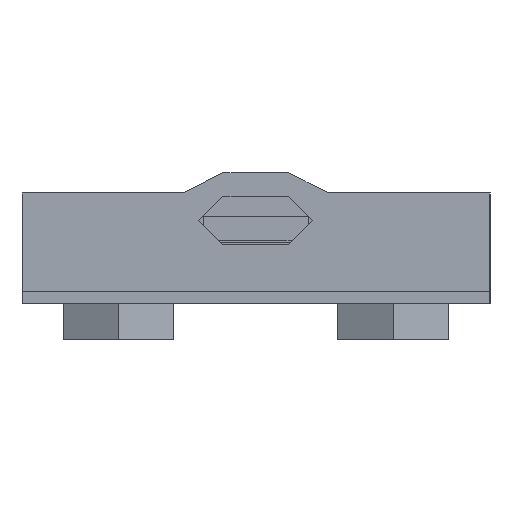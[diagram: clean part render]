
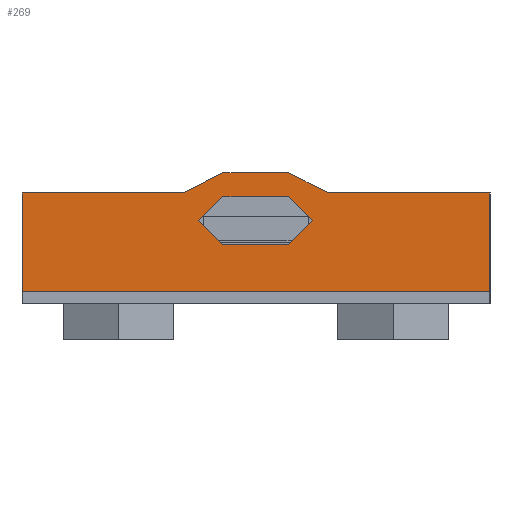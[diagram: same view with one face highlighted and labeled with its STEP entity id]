
A CAD part, left-side view. The second image highlights one B-rep face of the part: STEP entity #269.
In plain terms, the highlighted planar face has unit normal (-1, 0, 0).
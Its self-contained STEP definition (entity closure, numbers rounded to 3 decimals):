
#138=FACE_BOUND('',#784,.T.);
#269=ADVANCED_FACE('',(#485,#138),#3723,.T.);
#485=FACE_OUTER_BOUND('',#783,.T.);
#783=EDGE_LOOP('',(#1534,#1535,#1536,#1537,#1538,#1539,#1540,#1541));
#784=EDGE_LOOP('',(#1542,#1543,#1544,#1545,#1546,#1547));
#1534=ORIENTED_EDGE('',*,*,#2358,.F.);
#1535=ORIENTED_EDGE('',*,*,#2300,.T.);
#1536=ORIENTED_EDGE('',*,*,#2302,.F.);
#1537=ORIENTED_EDGE('',*,*,#2301,.F.);
#1538=ORIENTED_EDGE('',*,*,#2364,.F.);
#1539=ORIENTED_EDGE('',*,*,#2279,.F.);
#1540=ORIENTED_EDGE('',*,*,#2278,.F.);
#1541=ORIENTED_EDGE('',*,*,#2363,.F.);
#1542=ORIENTED_EDGE('',*,*,#2380,.F.);
#1543=ORIENTED_EDGE('',*,*,#2382,.F.);
#1544=ORIENTED_EDGE('',*,*,#2378,.F.);
#1545=ORIENTED_EDGE('',*,*,#2381,.F.);
#1546=ORIENTED_EDGE('',*,*,#2379,.F.);
#1547=ORIENTED_EDGE('',*,*,#2377,.F.);
#2278=EDGE_CURVE('',#3356,#3357,#2978,.T.);
#2279=EDGE_CURVE('',#3357,#3412,#2772,.T.);
#2300=EDGE_CURVE('',#3373,#3374,#2985,.T.);
#2301=EDGE_CURVE('',#3375,#3376,#2986,.T.);
#2302=EDGE_CURVE('',#3376,#3374,#2987,.T.);
#2358=EDGE_CURVE('',#3373,#3410,#3023,.T.);
#2363=EDGE_CURVE('',#3410,#3356,#2809,.T.);
#2364=EDGE_CURVE('',#3412,#3375,#3026,.T.);
#2377=EDGE_CURVE('',#3424,#3425,#3032,.T.);
#2378=EDGE_CURVE('',#3426,#3427,#3033,.T.);
#2379=EDGE_CURVE('',#3425,#3428,#2817,.T.);
#2380=EDGE_CURVE('',#3429,#3424,#2818,.T.);
#2381=EDGE_CURVE('',#3428,#3426,#2819,.T.);
#2382=EDGE_CURVE('',#3427,#3429,#2820,.T.);
#2772=(
BOUNDED_CURVE()
B_SPLINE_CURVE(2,(#5589,#5590,#5591),.UNSPECIFIED.,.F.,.F.)
B_SPLINE_CURVE_WITH_KNOTS((3,3),(22.142,24.031),
 .UNSPECIFIED.)
CURVE()
GEOMETRIC_REPRESENTATION_ITEM()
RATIONAL_B_SPLINE_CURVE((1.,0.887,1.))
REPRESENTATION_ITEM('')
);
#2809=(
BOUNDED_CURVE()
B_SPLINE_CURVE(2,(#5832,#5833,#5834),.UNSPECIFIED.,.F.,.F.)
B_SPLINE_CURVE_WITH_KNOTS((3,3),(14.752,16.642),
 .UNSPECIFIED.)
CURVE()
GEOMETRIC_REPRESENTATION_ITEM()
RATIONAL_B_SPLINE_CURVE((1.,0.887,1.))
REPRESENTATION_ITEM('')
);
#2817=(
BOUNDED_CURVE()
B_SPLINE_CURVE(2,(#5872,#5873,#5874),.UNSPECIFIED.,.F.,.F.)
B_SPLINE_CURVE_WITH_KNOTS((3,3),(0.,3.142),.UNSPECIFIED.)
CURVE()
GEOMETRIC_REPRESENTATION_ITEM()
RATIONAL_B_SPLINE_CURVE((1.,0.707,1.))
REPRESENTATION_ITEM('')
);
#2818=(
BOUNDED_CURVE()
B_SPLINE_CURVE(2,(#5875,#5876,#5877),.UNSPECIFIED.,.F.,.F.)
B_SPLINE_CURVE_WITH_KNOTS((3,3),(-3.142,0.),.UNSPECIFIED.)
CURVE()
GEOMETRIC_REPRESENTATION_ITEM()
RATIONAL_B_SPLINE_CURVE((1.,0.707,1.))
REPRESENTATION_ITEM('')
);
#2819=(
BOUNDED_CURVE()
B_SPLINE_CURVE(2,(#5878,#5879,#5880),.UNSPECIFIED.,.F.,.F.)
B_SPLINE_CURVE_WITH_KNOTS((3,3),(0.,3.142),.UNSPECIFIED.)
CURVE()
GEOMETRIC_REPRESENTATION_ITEM()
RATIONAL_B_SPLINE_CURVE((1.,0.707,1.))
REPRESENTATION_ITEM('')
);
#2820=(
BOUNDED_CURVE()
B_SPLINE_CURVE(2,(#5881,#5882,#5883),.UNSPECIFIED.,.F.,.F.)
B_SPLINE_CURVE_WITH_KNOTS((3,3),(0.,3.142),.UNSPECIFIED.)
CURVE()
GEOMETRIC_REPRESENTATION_ITEM()
RATIONAL_B_SPLINE_CURVE((1.,0.707,1.))
REPRESENTATION_ITEM('')
);
#2978=B_SPLINE_CURVE_WITH_KNOTS('',1,(#5587,#5588),.UNSPECIFIED.,.F.,.F.,
(2,2),(50.74,56.24),.UNSPECIFIED.);
#2985=B_SPLINE_CURVE_WITH_KNOTS('',1,(#5656,#5657),.UNSPECIFIED.,.F.,.F.,
(2,2),(0.,8.),.UNSPECIFIED.);
#2986=B_SPLINE_CURVE_WITH_KNOTS('',1,(#5658,#5659),.UNSPECIFIED.,.F.,.F.,
(2,2),(0.,8.),.UNSPECIFIED.);
#2987=B_SPLINE_CURVE_WITH_KNOTS('',1,(#5660,#5661),.UNSPECIFIED.,.F.,.F.,
(2,2),(43.,82.),.UNSPECIFIED.);
#3023=B_SPLINE_CURVE_WITH_KNOTS('',1,(#5820,#5821,#5822),.UNSPECIFIED.,
 .F.,.F.,(2,1,2),(-82.,-71.5,-68.533),.UNSPECIFIED.);
#3026=B_SPLINE_CURVE_WITH_KNOTS('',1,(#5835,#5836,#5837),.UNSPECIFIED.,
 .F.,.F.,(2,1,2),(-56.487,-53.5,-43.),.UNSPECIFIED.);
#3032=B_SPLINE_CURVE_WITH_KNOTS('',1,(#5868,#5869),.UNSPECIFIED.,.F.,.F.,
(2,2),(-22.24,-16.74),.UNSPECIFIED.);
#3033=B_SPLINE_CURVE_WITH_KNOTS('',1,(#5870,#5871),.UNSPECIFIED.,.F.,.F.,
(2,2),(16.74,22.24),.UNSPECIFIED.);
#3356=VERTEX_POINT('',#5491);
#3357=VERTEX_POINT('',#5492);
#3373=VERTEX_POINT('',#5508);
#3374=VERTEX_POINT('',#5509);
#3375=VERTEX_POINT('',#5510);
#3376=VERTEX_POINT('',#5511);
#3410=VERTEX_POINT('',#5545);
#3412=VERTEX_POINT('',#5547);
#3424=VERTEX_POINT('',#5559);
#3425=VERTEX_POINT('',#5560);
#3426=VERTEX_POINT('',#5561);
#3427=VERTEX_POINT('',#5562);
#3428=VERTEX_POINT('',#5563);
#3429=VERTEX_POINT('',#5564);
#3723=PLANE('',#3968);
#3968=AXIS2_PLACEMENT_3D('',#5433,#4190,$);
#4190=DIRECTION('',(-1.,0.,0.));
#5433=CARTESIAN_POINT('',(-30.,20.,5.9));
#5491=CARTESIAN_POINT('',(-30.,3.26,5.9));
#5492=CARTESIAN_POINT('',(-30.,-2.24,5.9));
#5508=CARTESIAN_POINT('',(-30.,20.,4.2));
#5509=CARTESIAN_POINT('',(-30.,20.,-4.));
#5510=CARTESIAN_POINT('',(-30.,-19.,4.2));
#5511=CARTESIAN_POINT('',(-30.,-19.,-4.));
#5545=CARTESIAN_POINT('',(-30.,6.533,4.2));
#5547=CARTESIAN_POINT('',(-30.,-5.513,4.2));
#5559=CARTESIAN_POINT('',(-30.,-2.24,3.9));
#5560=CARTESIAN_POINT('',(-30.,3.26,3.9));
#5561=CARTESIAN_POINT('',(-30.,3.26,-0.1));
#5562=CARTESIAN_POINT('',(-30.,-2.24,-0.1));
#5563=CARTESIAN_POINT('',(-30.,5.26,1.9));
#5564=CARTESIAN_POINT('',(-30.,-4.24,1.9));
#5587=CARTESIAN_POINT('',(-30.,3.26,5.9));
#5588=CARTESIAN_POINT('',(-30.,-2.24,5.9));
#5589=CARTESIAN_POINT('',(-30.,-2.24,5.9));
#5590=CARTESIAN_POINT('',(-30.,-4.318,5.9));
#5591=CARTESIAN_POINT('',(-30.,-5.513,4.2));
#5656=CARTESIAN_POINT('',(-30.,20.,4.2));
#5657=CARTESIAN_POINT('',(-30.,20.,-4.));
#5658=CARTESIAN_POINT('',(-30.,-19.,4.2));
#5659=CARTESIAN_POINT('',(-30.,-19.,-4.));
#5660=CARTESIAN_POINT('',(-30.,-19.,-4.));
#5661=CARTESIAN_POINT('',(-30.,20.,-4.));
#5820=CARTESIAN_POINT('',(-30.,20.,4.2));
#5821=CARTESIAN_POINT('',(-30.,9.5,4.2));
#5822=CARTESIAN_POINT('',(-30.,6.533,4.2));
#5832=CARTESIAN_POINT('',(-30.,6.533,4.2));
#5833=CARTESIAN_POINT('',(-30.,5.338,5.9));
#5834=CARTESIAN_POINT('',(-30.,3.26,5.9));
#5835=CARTESIAN_POINT('',(-30.,-5.513,4.2));
#5836=CARTESIAN_POINT('',(-30.,-8.5,4.2));
#5837=CARTESIAN_POINT('',(-30.,-19.,4.2));
#5868=CARTESIAN_POINT('',(-30.,-2.24,3.9));
#5869=CARTESIAN_POINT('',(-30.,3.26,3.9));
#5870=CARTESIAN_POINT('',(-30.,3.26,-0.1));
#5871=CARTESIAN_POINT('',(-30.,-2.24,-0.1));
#5872=CARTESIAN_POINT('',(-30.,3.26,3.9));
#5873=CARTESIAN_POINT('',(-30.,5.26,3.9));
#5874=CARTESIAN_POINT('',(-30.,5.26,1.9));
#5875=CARTESIAN_POINT('',(-30.,-4.24,1.9));
#5876=CARTESIAN_POINT('',(-30.,-4.24,3.9));
#5877=CARTESIAN_POINT('',(-30.,-2.24,3.9));
#5878=CARTESIAN_POINT('',(-30.,5.26,1.9));
#5879=CARTESIAN_POINT('',(-30.,5.26,-0.1));
#5880=CARTESIAN_POINT('',(-30.,3.26,-0.1));
#5881=CARTESIAN_POINT('',(-30.,-2.24,-0.1));
#5882=CARTESIAN_POINT('',(-30.,-4.24,-0.1));
#5883=CARTESIAN_POINT('',(-30.,-4.24,1.9));
